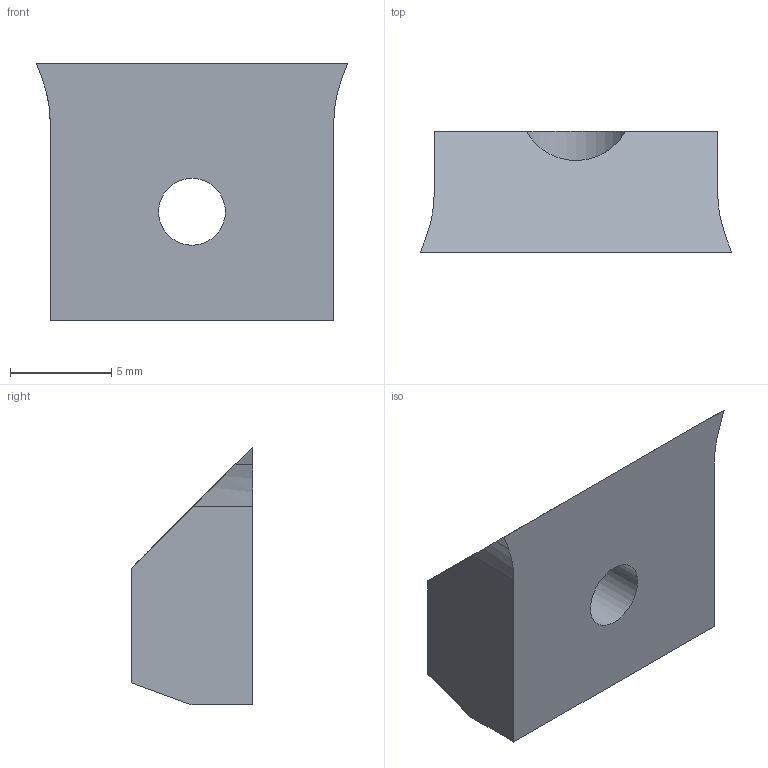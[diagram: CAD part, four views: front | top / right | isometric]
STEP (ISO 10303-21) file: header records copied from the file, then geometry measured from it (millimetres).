
FILE_DESCRIPTION(/* description */ (''),/* implementation_level */ '2;1');
FILE_NAME(/* name */ '8-barrel-knob.step',/* time_stamp */ '2022-04-06T21:20:27+01:00',/* author */ (''),/* organization */ (''),/* preprocessor_version */ 'ST-DEVELOPER v18.1',/* originating_system */ 'Autodesk Translation Framework v10.13.0.1454',/* authorisation */ '');
FILE_SCHEMA (('AUTOMOTIVE_DESIGN { 1 0 10303 214 3 1 1 }'));
Length unit declared in the file: millimetre
Products named in the file (1): 8-barrel-knob
Bounding box: 15.36 x 6 x 12.74 mm (x, y, z)
Volume: 699.7 mm3; surface area: 639.1 mm2
Topology: 1 solids, 1 shells, 15 faces, 41 edges, 28 vertices
Faces by surface type: plane 11, cylinder 4
Full cylindrical faces by diameter (mm): 3.3 x1, 5.6 x1
Entity records: 525 total; most frequent: CARTESIAN_POINT 85, DIRECTION 83, ORIENTED_EDGE 82, EDGE_CURVE 41, LINE 31, VECTOR 31, VERTEX_POINT 28, AXIS2_PLACEMENT_3D 26
